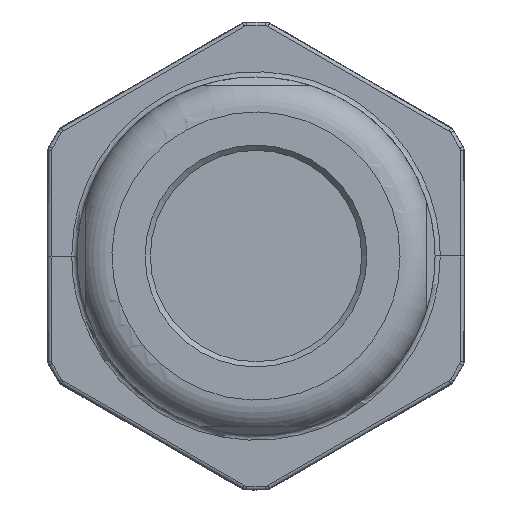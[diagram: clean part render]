
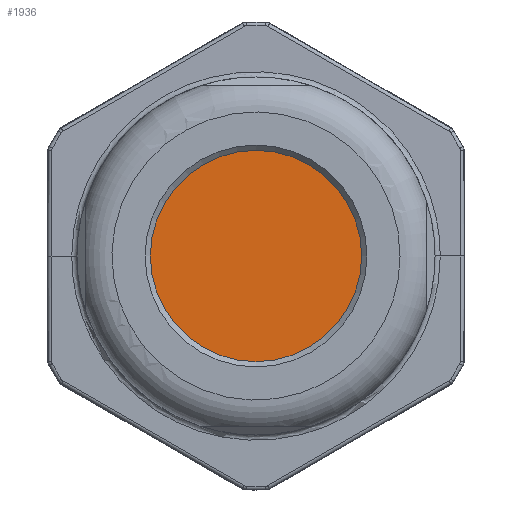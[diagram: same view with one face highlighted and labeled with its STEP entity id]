
A CAD part, front view. The second image highlights one B-rep face of the part: STEP entity #1936.
In plain terms, the highlighted planar face has unit normal (0, -1, 0).
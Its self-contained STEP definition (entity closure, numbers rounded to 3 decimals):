
#1121=CIRCLE('',#15439,6.05);
#1936=ADVANCED_FACE('',(#2989),#2224,.T.);
#2224=PLANE('',#15440);
#2989=FACE_OUTER_BOUND('',#3877,.T.);
#3877=EDGE_LOOP('',(#9282));
#9282=ORIENTED_EDGE('',*,*,#12992,.F.);
#10828=VERTEX_POINT('',#34745);
#12992=EDGE_CURVE('',#10828,#10828,#1121,.T.);
#15439=AXIS2_PLACEMENT_3D('',#34744,#18361,#18362);
#15440=AXIS2_PLACEMENT_3D('',#34746,#18363,#18364);
#18361=DIRECTION('',(0.,1.,0.));
#18362=DIRECTION('',(0.,0.,-1.));
#18363=DIRECTION('',(0.,-1.,0.));
#18364=DIRECTION('',(0.,0.,-1.));
#34744=CARTESIAN_POINT('',(0.,-37.5,0.));
#34745=CARTESIAN_POINT('',(0.,-37.5,-6.05));
#34746=CARTESIAN_POINT('',(0.,-37.5,0.));
